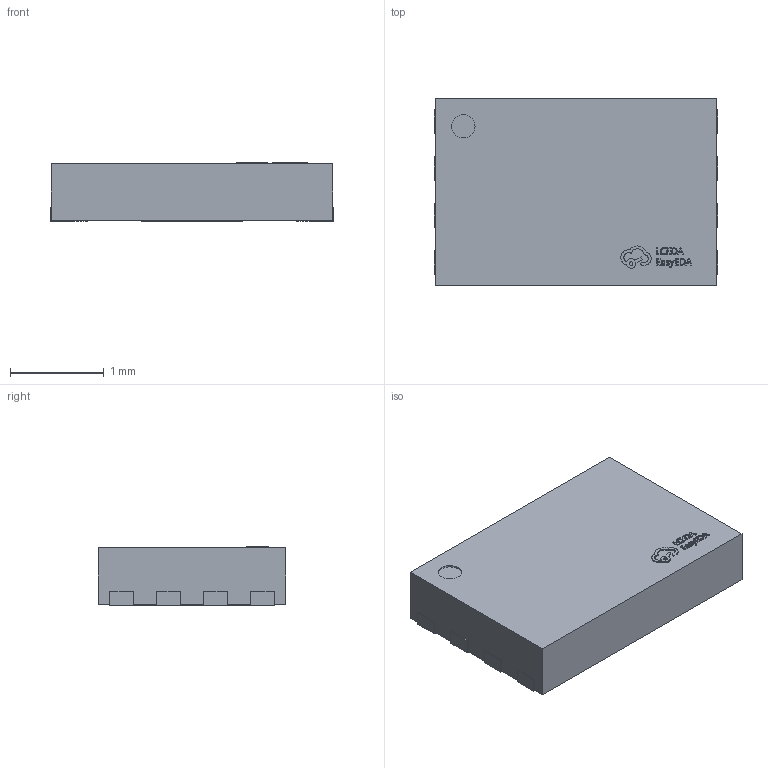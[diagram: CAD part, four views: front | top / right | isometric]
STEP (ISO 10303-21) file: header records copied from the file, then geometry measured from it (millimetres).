
FILE_DESCRIPTION (( 'STEP AP214' ), '1' );
FILE_NAME ('UDFN-8_L2.0-W3.0-H0.6-P0.50.step', '2022-06-30T14:02:45', ( '' ), ( '' ), 'SwSTEP 2.0', 'SolidWorks 2020', '' );
FILE_SCHEMA (( 'AUTOMOTIVE_DESIGN' ));
Length unit declared in the file: millimetre
Products named in the file (1): UDFN-8_L2.0-W3.0-H0.6-P0.50
Bounding box: 3.02 x 2 x 0.62 mm (x, y, z)
Volume: 3.6 mm3; surface area: 18.3 mm2
Topology: 1 solids, 1 shells, 351 faces, 963 edges, 642 vertices
Faces by surface type: plane 224, bspline 112, cylinder 15
Entity records: 15463 total; most frequent: CARTESIAN_POINT 4061, ORIENTED_EDGE 1926, DIRECTION 1245, EDGE_CURVE 963, LINE 705, VECTOR 705, VERTEX_POINT 642, EDGE_LOOP 379
